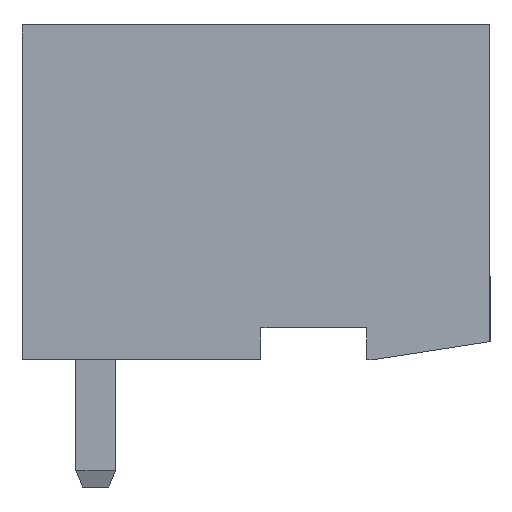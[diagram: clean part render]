
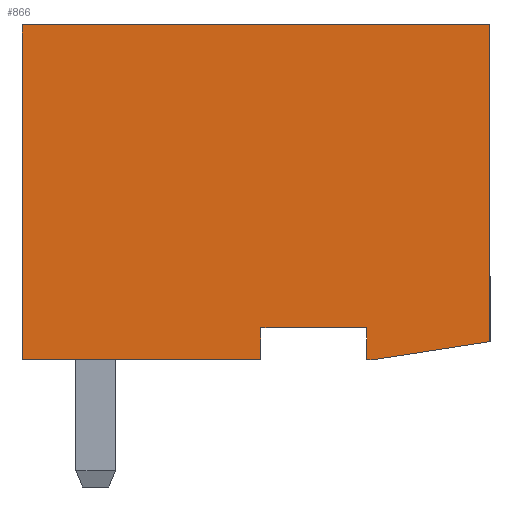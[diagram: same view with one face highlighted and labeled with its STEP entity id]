
A CAD part, left-side view. The second image highlights one B-rep face of the part: STEP entity #866.
In plain terms, the highlighted planar face has unit normal (-1, 0, 0).
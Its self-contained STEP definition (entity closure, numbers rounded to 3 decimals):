
#853=AXIS2_PLACEMENT_3D('Plane Axis2P3D',#850,#851,#852) ;
#49=CARTESIAN_POINT('Vertex',(0.,5.75,4.)) ;
#52=CARTESIAN_POINT('Line Origine',(0.,5.75,3.6)) ;
#56=CARTESIAN_POINT('Vertex',(0.,5.75,3.2)) ;
#103=CARTESIAN_POINT('Vertex',(0.,3.1,4.)) ;
#106=CARTESIAN_POINT('Line Origine',(0.,4.425,4.)) ;
#214=CARTESIAN_POINT('Vertex',(0.,3.1,3.2)) ;
#217=CARTESIAN_POINT('Line Origine',(0.,3.1,3.6)) ;
#266=CARTESIAN_POINT('Vertex',(0.,2.9,3.2)) ;
#269=CARTESIAN_POINT('Line Origine',(0.,3.,3.2)) ;
#297=CARTESIAN_POINT('Vertex',(0.,0.,3.65)) ;
#300=CARTESIAN_POINT('Line Origine',(0.,1.45,3.425)) ;
#328=CARTESIAN_POINT('Vertex',(0.,0.,11.6)) ;
#331=CARTESIAN_POINT('Line Origine',(0.,0.,7.625)) ;
#685=CARTESIAN_POINT('Vertex',(0.,11.75,11.6)) ;
#688=CARTESIAN_POINT('Line Origine',(0.,5.875,11.6)) ;
#716=CARTESIAN_POINT('Vertex',(0.,11.75,3.2)) ;
#719=CARTESIAN_POINT('Line Origine',(0.,11.75,7.4)) ;
#736=CARTESIAN_POINT('Line Origine',(0.,8.75,3.2)) ;
#850=CARTESIAN_POINT('Axis2P3D Location',(0.,0.,0.)) ;
#53=DIRECTION('Vector Direction',(0.,0.,1.)) ;
#107=DIRECTION('Vector Direction',(0.,-1.,0.)) ;
#218=DIRECTION('Vector Direction',(0.,0.,-1.)) ;
#270=DIRECTION('Vector Direction',(0.,1.,0.)) ;
#301=DIRECTION('Vector Direction',(0.,-0.988,0.153)) ;
#332=DIRECTION('Vector Direction',(0.,0.,-1.)) ;
#689=DIRECTION('Vector Direction',(0.,1.,0.)) ;
#720=DIRECTION('Vector Direction',(0.,0.,1.)) ;
#737=DIRECTION('Vector Direction',(0.,1.,0.)) ;
#851=DIRECTION('Axis2P3D Direction',(-1.,0.,0.)) ;
#852=DIRECTION('Axis2P3D XDirection',(0.,-1.,0.)) ;
#54=VECTOR('Line Direction',#53,1.) ;
#108=VECTOR('Line Direction',#107,1.) ;
#219=VECTOR('Line Direction',#218,1.) ;
#271=VECTOR('Line Direction',#270,1.) ;
#302=VECTOR('Line Direction',#301,1.) ;
#333=VECTOR('Line Direction',#332,1.) ;
#690=VECTOR('Line Direction',#689,1.) ;
#721=VECTOR('Line Direction',#720,1.) ;
#738=VECTOR('Line Direction',#737,1.) ;
#856=ORIENTED_EDGE('',*,*,#58,.T.) ;
#857=ORIENTED_EDGE('',*,*,#110,.T.) ;
#858=ORIENTED_EDGE('',*,*,#221,.T.) ;
#859=ORIENTED_EDGE('',*,*,#273,.T.) ;
#860=ORIENTED_EDGE('',*,*,#304,.T.) ;
#861=ORIENTED_EDGE('',*,*,#335,.T.) ;
#862=ORIENTED_EDGE('',*,*,#692,.T.) ;
#863=ORIENTED_EDGE('',*,*,#723,.T.) ;
#864=ORIENTED_EDGE('',*,*,#740,.T.) ;
#866=ADVANCED_FACE('HOUSING',(#865),#854,.T.) ;
#58=EDGE_CURVE('',#57,#50,#55,.T.) ;
#110=EDGE_CURVE('',#50,#104,#109,.T.) ;
#221=EDGE_CURVE('',#104,#215,#220,.T.) ;
#273=EDGE_CURVE('',#215,#267,#272,.F.) ;
#304=EDGE_CURVE('',#267,#298,#303,.T.) ;
#335=EDGE_CURVE('',#298,#329,#334,.F.) ;
#692=EDGE_CURVE('',#329,#686,#691,.T.) ;
#723=EDGE_CURVE('',#686,#717,#722,.F.) ;
#740=EDGE_CURVE('',#717,#57,#739,.F.) ;
#855=EDGE_LOOP('',(#856,#857,#858,#859,#860,#861,#862,#863,#864)) ;
#865=FACE_OUTER_BOUND('',#855,.T.) ;
#55=LINE('Line',#52,#54) ;
#109=LINE('Line',#106,#108) ;
#220=LINE('Line',#217,#219) ;
#272=LINE('Line',#269,#271) ;
#303=LINE('Line',#300,#302) ;
#334=LINE('Line',#331,#333) ;
#691=LINE('Line',#688,#690) ;
#722=LINE('Line',#719,#721) ;
#739=LINE('Line',#736,#738) ;
#854=PLANE('',#853) ;
#50=VERTEX_POINT('',#49) ;
#57=VERTEX_POINT('',#56) ;
#104=VERTEX_POINT('',#103) ;
#215=VERTEX_POINT('',#214) ;
#267=VERTEX_POINT('',#266) ;
#298=VERTEX_POINT('',#297) ;
#329=VERTEX_POINT('',#328) ;
#686=VERTEX_POINT('',#685) ;
#717=VERTEX_POINT('',#716) ;
